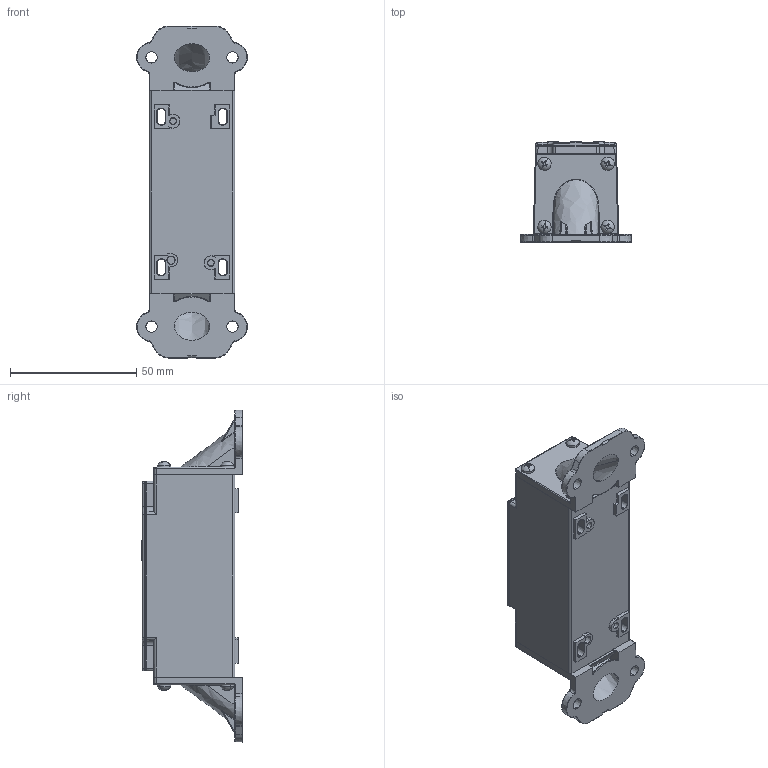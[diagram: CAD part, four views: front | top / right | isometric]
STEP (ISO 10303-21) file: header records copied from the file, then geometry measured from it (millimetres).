
FILE_DESCRIPTION (( 'STEP AP203' ), '1' );
FILE_NAME ('118208-_Publikationsmodell SFM4200.step', '2017-05-29T10:55:37', ( 'IT' ), ( '' ), 'SwSTEP 2.0', 'SolidWorks 2015', '' );
FILE_SCHEMA (( 'CONFIG_CONTROL_DESIGN' ));
Length unit declared in the file: millimetre
Products named in the file (1): 118208-_Publikationsmodell SFM4200
Bounding box: 43.81 x 39.9 x 131.33 mm (x, y, z)
Volume: 102881.1 mm3; surface area: 28043.7 mm2
Topology: 3 solids, 3 shells, 887 faces, 2239 edges, 1374 vertices
Faces by surface type: plane 372, cylinder 230, cone 99, bspline 86, torus 56, sphere 44
Entity records: 30766 total; most frequent: CARTESIAN_POINT 10233, ORIENTED_EDGE 4406, DIRECTION 4129, EDGE_CURVE 2203, AXIS2_PLACEMENT_3D 1480, VERTEX_POINT 1358, VECTOR 1169, LINE 1169
